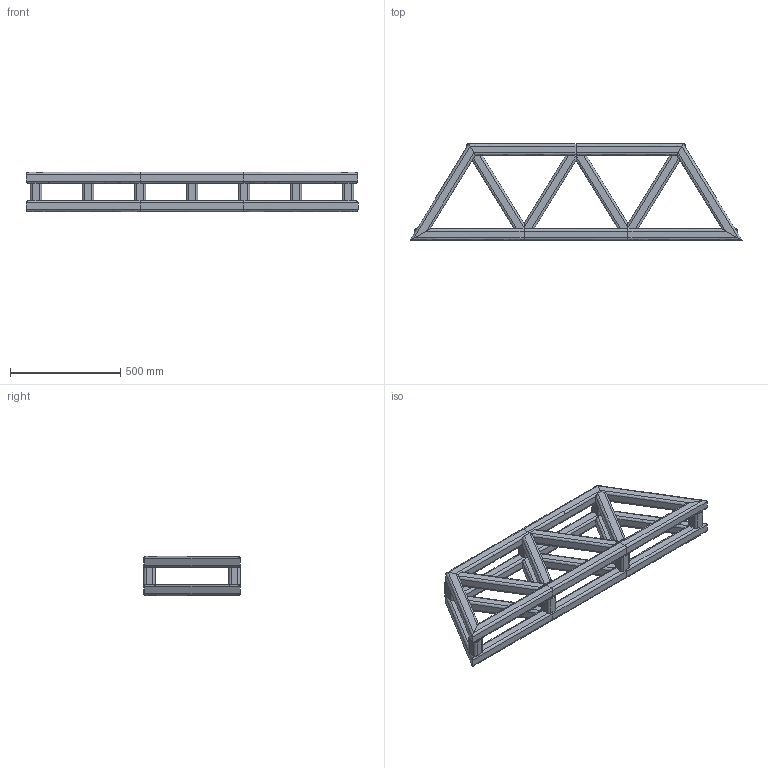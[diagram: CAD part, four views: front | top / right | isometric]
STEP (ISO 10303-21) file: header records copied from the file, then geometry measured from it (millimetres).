
FILE_DESCRIPTION(('FreeCAD Model'),'2;1');
FILE_NAME('Open CASCADE Shape Model','2025-04-26T00:49:17',('FreeCAD'),( 'FreeCAD'),'Open CASCADE STEP processor 7.6','FreeCAD','Unknown');
FILE_SCHEMA(('AUTOMOTIVE_DESIGN { 1 0 10303 214 1 1 1 1 }'));
Length unit declared in the file: millimetre
Products named in the file (1): Open CASCADE STEP translator 7.6 1
Bounding box: 1504.65 x 436.75 x 179.84 mm (x, y, z)
Volume: 8893009.4 mm3; surface area: 3525571.4 mm2
Topology: 29 solids, 29 shells, 538 faces, 1488 edges, 992 vertices
Faces by surface type: bspline 538
Entity records: 15862 total; most frequent: CARTESIAN_POINT 7305, ORIENTED_EDGE 2976, EDGE_CURVE 1488, B_SPLINE_CURVE_WITH_KNOTS 1024, VERTEX_POINT 992, FACE_BOUND 580, EDGE_LOOP 580, ADVANCED_FACE 538
